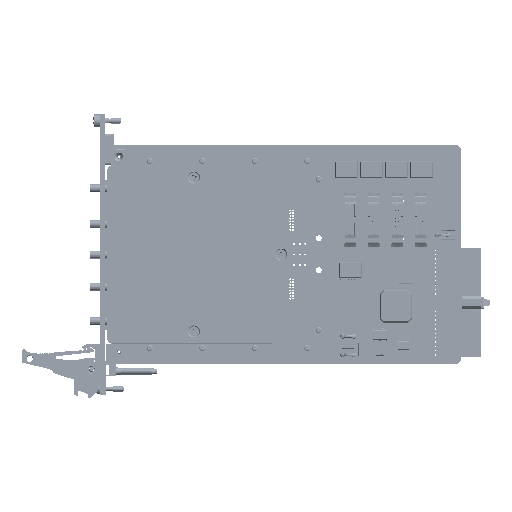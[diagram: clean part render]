
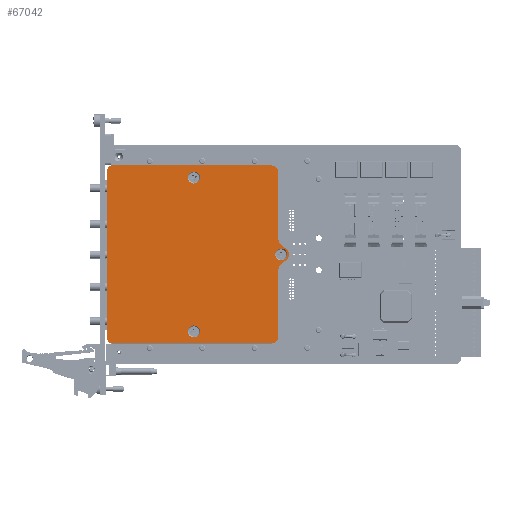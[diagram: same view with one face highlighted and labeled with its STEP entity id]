
A CAD part, top view. The second image highlights one B-rep face of the part: STEP entity #67042.
In plain terms, the highlighted planar face has unit normal (0, 0, 1).
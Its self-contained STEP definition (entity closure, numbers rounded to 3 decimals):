
#37053 = CARTESIAN_POINT ( 'NONE',  ( 13.355, 50.369, -46.71 ) ) ;
#47222 = CIRCLE ( 'NONE', #58749, 2. ) ;
#47233 = LINE ( 'NONE', #183636, #47254 ) ;
#47254 = VECTOR ( 'NONE', #183646, 1000. ) ;
#47287 = CIRCLE ( 'NONE', #58752, 5. ) ;
#47300 = LINE ( 'NONE', #183654, #47318 ) ;
#47318 = VECTOR ( 'NONE', #183653, 1000. ) ;
#47356 = CIRCLE ( 'NONE', #58758, 3.5 ) ;
#47383 = CIRCLE ( 'NONE', #58763, 5. ) ;
#47421 = CIRCLE ( 'NONE', #58769, 2. ) ;
#47453 = CIRCLE ( 'NONE', #58773, 3. ) ;
#47480 = LINE ( 'NONE', #183697, #47513 ) ;
#47513 = VECTOR ( 'NONE', #183704, 1000. ) ;
#47518 = CIRCLE ( 'NONE', #58779, 2.75 ) ;
#47529 = CIRCLE ( 'NONE', #58785, 2.75 ) ;
#47541 = CIRCLE ( 'NONE', #58791, 2.75 ) ;
#47550 = CIRCLE ( 'NONE', #58793, 3. ) ;
#47557 = VECTOR ( 'NONE', #183729, 1000. ) ;
#47565 = LINE ( 'NONE', #183722, #47557 ) ;
#47572 = LINE ( 'NONE', #183732, #47591 ) ;
#47591 = VECTOR ( 'NONE', #183718, 1000. ) ;
#55112 = AXIS2_PLACEMENT_3D ( 'NONE', #199826, #199827, #199828 ) ;
#58749 = AXIS2_PLACEMENT_3D ( 'NONE', #183642, #183643, #183644 ) ;
#58752 = AXIS2_PLACEMENT_3D ( 'NONE', #183660, #183661, #183662 ) ;
#58758 = AXIS2_PLACEMENT_3D ( 'NONE', #183668, #183669, #183670 ) ;
#58763 = AXIS2_PLACEMENT_3D ( 'NONE', #183675, #183676, #183677 ) ;
#58769 = AXIS2_PLACEMENT_3D ( 'NONE', #183688, #183689, #183690 ) ;
#58773 = AXIS2_PLACEMENT_3D ( 'NONE', #183700, #183701, #183702 ) ;
#58779 = AXIS2_PLACEMENT_3D ( 'NONE', #183712, #183713, #183714 ) ;
#58785 = AXIS2_PLACEMENT_3D ( 'NONE', #183719, #183720, #183721 ) ;
#58791 = AXIS2_PLACEMENT_3D ( 'NONE', #183726, #183727, #183728 ) ;
#58793 = AXIS2_PLACEMENT_3D ( 'NONE', #183733, #183734, #183735 ) ;
#66411 = VERTEX_POINT ( 'NONE', #176615 ) ;
#66417 = VERTEX_POINT ( 'NONE', #176627 ) ;
#66424 = VERTEX_POINT ( 'NONE', #176632 ) ;
#66427 = VERTEX_POINT ( 'NONE', #176625 ) ;
#66430 = VERTEX_POINT ( 'NONE', #176634 ) ;
#66448 = VERTEX_POINT ( 'NONE', #176646 ) ;
#66450 = VERTEX_POINT ( 'NONE', #176648 ) ;
#66453 = VERTEX_POINT ( 'NONE', #176649 ) ;
#66461 = VERTEX_POINT ( 'NONE', #176654 ) ;
#67042 = ADVANCED_FACE ( 'NONE', ( #158939, #158941, #158945, #158937 ), #199814, .F. ) ;
#89094 = ORIENTED_EDGE ( 'NONE', *, *, #213799, .F. ) ;
#89096 = ORIENTED_EDGE ( 'NONE', *, *, #213793, .F. ) ;
#89099 = ORIENTED_EDGE ( 'NONE', *, *, #213788, .F. ) ;
#89102 = ORIENTED_EDGE ( 'NONE', *, *, #213779, .T. ) ;
#89105 = ORIENTED_EDGE ( 'NONE', *, *, #213770, .T. ) ;
#89107 = ORIENTED_EDGE ( 'NONE', *, *, #213802, .F. ) ;
#89110 = ORIENTED_EDGE ( 'NONE', *, *, #213744, .F. ) ;
#89113 = ORIENTED_EDGE ( 'NONE', *, *, #213733, .F. ) ;
#89117 = ORIENTED_EDGE ( 'NONE', *, *, #213724, .F. ) ;
#89120 = ORIENTED_EDGE ( 'NONE', *, *, #213717, .F. ) ;
#89123 = ORIENTED_EDGE ( 'NONE', *, *, #213805, .T. ) ;
#89126 = ORIENTED_EDGE ( 'NONE', *, *, #213703, .T. ) ;
#89129 = ORIENTED_EDGE ( 'NONE', *, *, #213698, .T. ) ;
#89131 = ORIENTED_EDGE ( 'NONE', *, *, #213808, .T. ) ;
#89134 = ORIENTED_EDGE ( 'NONE', *, *, #213757, .T. ) ;
#113771 = VERTEX_POINT ( 'NONE', #37053 ) ;
#150382 = VERTEX_POINT ( 'NONE', #224059 ) ;
#150394 = VERTEX_POINT ( 'NONE', #224074 ) ;
#151787 = EDGE_LOOP ( 'NONE', ( #89096 ) ) ;
#151790 = EDGE_LOOP ( 'NONE', ( #89094 ) ) ;
#151798 = EDGE_LOOP ( 'NONE', ( #89099 ) ) ;
#151802 = EDGE_LOOP ( 'NONE', ( #89102, #89105, #89107, #89110, #89113, #89117, #89120, #89123, #89126, #89129, #89131, #89134 ) ) ;
#158937 = FACE_OUTER_BOUND ( 'NONE', #151802, .T. ) ;
#158939 = FACE_BOUND ( 'NONE', #151790, .T. ) ;
#158941 = FACE_BOUND ( 'NONE', #151787, .T. ) ;
#158945 = FACE_BOUND ( 'NONE', #151798, .T. ) ;
#176615 = CARTESIAN_POINT ( 'NONE',  ( 92.397, 12.818, -46.71 ) ) ;
#176625 = CARTESIAN_POINT ( 'NONE',  ( 89.569, 47.369, -46.71 ) ) ;
#176627 = CARTESIAN_POINT ( 'NONE',  ( 89.569, 2.009, -46.71 ) ) ;
#176632 = CARTESIAN_POINT ( 'NONE',  ( 92.397, 6.513, -46.71 ) ) ;
#176634 = CARTESIAN_POINT ( 'NONE',  ( 89.569, 17.321, -46.71 ) ) ;
#176646 = CARTESIAN_POINT ( 'NONE',  ( 13.355, -31.031, -46.71 ) ) ;
#176648 = CARTESIAN_POINT ( 'NONE',  ( 11.355, -29.031, -46.71 ) ) ;
#176649 = CARTESIAN_POINT ( 'NONE',  ( 89.569, -28.031, -46.71 ) ) ;
#176654 = CARTESIAN_POINT ( 'NONE',  ( 86.569, -31.031, -46.71 ) ) ;
#183636 = CARTESIAN_POINT ( 'NONE',  ( 104.055, 50.369, -46.71 ) ) ;
#183642 = CARTESIAN_POINT ( 'NONE',  ( 13.355, 48.369, -46.71 ) ) ;
#183643 = DIRECTION ( 'NONE',  ( 0., 0., 1. ) ) ;
#183644 = DIRECTION ( 'NONE',  ( -1., 0., 0. ) ) ;
#183646 = DIRECTION ( 'NONE',  ( -1., 0., 0. ) ) ;
#183653 = DIRECTION ( 'NONE',  ( 0., -1., 0. ) ) ;
#183654 = CARTESIAN_POINT ( 'NONE',  ( 89.569, 50.369, -46.71 ) ) ;
#183660 = CARTESIAN_POINT ( 'NONE',  ( 94.569, 17.321, -46.71 ) ) ;
#183661 = DIRECTION ( 'NONE',  ( 0., 0., 1. ) ) ;
#183662 = DIRECTION ( 'NONE',  ( -1., 0., 0. ) ) ;
#183668 = CARTESIAN_POINT ( 'NONE',  ( 90.877, 9.665, -46.71 ) ) ;
#183669 = DIRECTION ( 'NONE',  ( 0., 0., -1. ) ) ;
#183670 = DIRECTION ( 'NONE',  ( 1., 0., 0. ) ) ;
#183675 = CARTESIAN_POINT ( 'NONE',  ( 94.569, 2.009, -46.71 ) ) ;
#183676 = DIRECTION ( 'NONE',  ( 0., 0., 1. ) ) ;
#183677 = DIRECTION ( 'NONE',  ( 1., 0., 0. ) ) ;
#183688 = CARTESIAN_POINT ( 'NONE',  ( 13.355, -29.031, -46.71 ) ) ;
#183689 = DIRECTION ( 'NONE',  ( 0., 0., 1. ) ) ;
#183690 = DIRECTION ( 'NONE',  ( 1., 0., 0. ) ) ;
#183697 = CARTESIAN_POINT ( 'NONE',  ( 13.355, -31.031, -46.71 ) ) ;
#183700 = CARTESIAN_POINT ( 'NONE',  ( 86.569, -28.031, -46.71 ) ) ;
#183701 = DIRECTION ( 'NONE',  ( 0., 0., 1. ) ) ;
#183702 = DIRECTION ( 'NONE',  ( -1., 0., 0. ) ) ;
#183704 = DIRECTION ( 'NONE',  ( 1., 0., 0. ) ) ;
#183712 = CARTESIAN_POINT ( 'NONE',  ( 90.885, 9.67, -46.71 ) ) ;
#183713 = DIRECTION ( 'NONE',  ( 0., 0., 1. ) ) ;
#183714 = DIRECTION ( 'NONE',  ( 1., 0., 0. ) ) ;
#183718 = DIRECTION ( 'NONE',  ( 0., -1., 0. ) ) ;
#183719 = CARTESIAN_POINT ( 'NONE',  ( 50.958, 44.863, -46.71 ) ) ;
#183720 = DIRECTION ( 'NONE',  ( 0., 0., 1. ) ) ;
#183721 = DIRECTION ( 'NONE',  ( 1., 0., 0. ) ) ;
#183722 = CARTESIAN_POINT ( 'NONE',  ( 89.569, 2.009, -46.71 ) ) ;
#183726 = CARTESIAN_POINT ( 'NONE',  ( 50.958, -25.531, -46.71 ) ) ;
#183727 = DIRECTION ( 'NONE',  ( 0., 0., 1. ) ) ;
#183728 = DIRECTION ( 'NONE',  ( 1., 0., 0. ) ) ;
#183729 = DIRECTION ( 'NONE',  ( 0., -1., 0. ) ) ;
#183732 = CARTESIAN_POINT ( 'NONE',  ( 11.355, 48.369, -46.71 ) ) ;
#183733 = CARTESIAN_POINT ( 'NONE',  ( 86.569, 47.369, -46.71 ) ) ;
#183734 = DIRECTION ( 'NONE',  ( 0., 0., 1. ) ) ;
#183735 = DIRECTION ( 'NONE',  ( -1., 0., 0. ) ) ;
#199814 = PLANE ( 'NONE',  #55112 ) ;
#199826 = CARTESIAN_POINT ( 'NONE',  ( 13.355, 48.369, -46.71 ) ) ;
#199827 = DIRECTION ( 'NONE',  ( 0., 0., -1. ) ) ;
#199828 = DIRECTION ( 'NONE',  ( -1., 0., 0. ) ) ;
#213698 = EDGE_CURVE ( 'NONE', #113771, #150382, #47222, .T. ) ;
#213703 = EDGE_CURVE ( 'NONE', #150394, #113771, #47233, .T. ) ;
#213717 = EDGE_CURVE ( 'NONE', #66427, #66430, #47300, .T. ) ;
#213724 = EDGE_CURVE ( 'NONE', #66430, #66411, #47287, .T. ) ;
#213733 = EDGE_CURVE ( 'NONE', #66411, #66424, #47356, .T. ) ;
#213744 = EDGE_CURVE ( 'NONE', #66424, #66417, #47383, .T. ) ;
#213757 = EDGE_CURVE ( 'NONE', #66450, #66448, #47421, .T. ) ;
#213770 = EDGE_CURVE ( 'NONE', #66461, #66453, #47453, .T. ) ;
#213779 = EDGE_CURVE ( 'NONE', #66448, #66461, #47480, .T. ) ;
#213788 = EDGE_CURVE ( 'NONE', #230864, #230864, #47518, .T. ) ;
#213793 = EDGE_CURVE ( 'NONE', #230867, #230867, #47529, .T. ) ;
#213799 = EDGE_CURVE ( 'NONE', #230870, #230870, #47541, .T. ) ;
#213802 = EDGE_CURVE ( 'NONE', #66417, #66453, #47565, .T. ) ;
#213805 = EDGE_CURVE ( 'NONE', #66427, #150394, #47550, .T. ) ;
#213808 = EDGE_CURVE ( 'NONE', #150382, #66450, #47572, .T. ) ;
#224059 = CARTESIAN_POINT ( 'NONE',  ( 11.355, 48.369, -46.71 ) ) ;
#224074 = CARTESIAN_POINT ( 'NONE',  ( 86.569, 50.369, -46.71 ) ) ;
#230864 = VERTEX_POINT ( 'NONE', #231236 ) ;
#230867 = VERTEX_POINT ( 'NONE', #231239 ) ;
#230870 = VERTEX_POINT ( 'NONE', #231242 ) ;
#231236 = CARTESIAN_POINT ( 'NONE',  ( 93.635, 9.67, -46.71 ) ) ;
#231239 = CARTESIAN_POINT ( 'NONE',  ( 53.708, 44.863, -46.71 ) ) ;
#231242 = CARTESIAN_POINT ( 'NONE',  ( 53.708, -25.531, -46.71 ) ) ;
